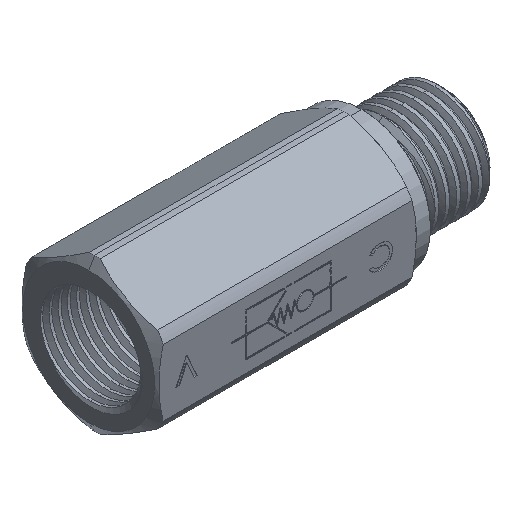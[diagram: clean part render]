
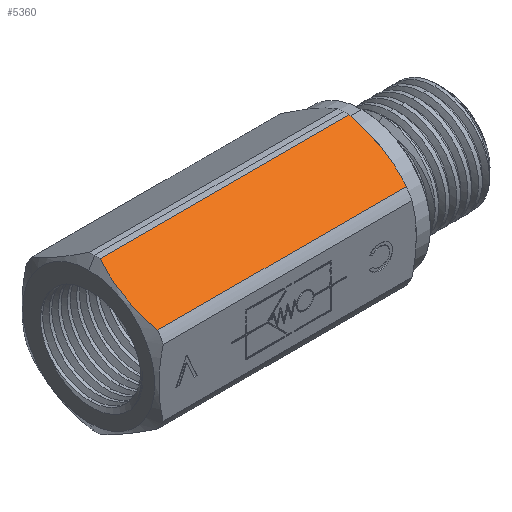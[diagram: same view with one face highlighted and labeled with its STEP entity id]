
A CAD part, isometric view. The second image highlights one B-rep face of the part: STEP entity #5360.
In plain terms, the highlighted planar face has unit normal (0, -0.5, 0.866).
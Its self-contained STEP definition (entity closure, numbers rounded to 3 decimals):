
#713 = CARTESIAN_POINT ( 'NONE',  ( -23.985, -11.481, 8.96 ) ) ;
#772 = CARTESIAN_POINT ( 'NONE',  ( -24.58, -5.777, 12.253 ) ) ;
#916 = CARTESIAN_POINT ( 'NONE',  ( 26.048, -4.844, 12.792 ) ) ;
#1683 = CARTESIAN_POINT ( 'NONE',  ( 26.128, -6.75, 11.691 ) ) ;
#2110 = CARTESIAN_POINT ( 'NONE',  ( -23.985, -2.017, 14.424 ) ) ;
#2195 = AXIS2_PLACEMENT_3D ( 'NONE', #3013, #11312, #2957 ) ;
#2267 = CARTESIAN_POINT ( 'NONE',  ( 26.128, -7.7, 11.143 ) ) ;
#2374 = LINE ( 'NONE', #2441, #4318 ) ;
#2441 = CARTESIAN_POINT ( 'NONE',  ( -115.609, -12.412, 8.422 ) ) ;
#2673 = CARTESIAN_POINT ( 'NONE',  ( -23.715, -1.088, 14.961 ) ) ;
#2957 = DIRECTION ( 'NONE',  ( 0., -0.866, -0.5 ) ) ;
#3013 = CARTESIAN_POINT ( 'NONE',  ( -24.872, 0., 15.588 ) ) ;
#3057 = EDGE_CURVE ( 'NONE', #5382, #3149, #2374, .T. ) ;
#3092 = B_SPLINE_CURVE_WITH_KNOTS ( 'NONE', 3,
 ( #5177, #10710, #3764, #916, #14885, #12063 ),
 .UNSPECIFIED., .F., .F.,
 ( 4, 2, 4 ),
 ( 0., 0.003, 0.007 ),
 .UNSPECIFIED. ) ;
#3149 = VERTEX_POINT ( 'NONE', #14964 ) ;
#3351 = VERTEX_POINT ( 'NONE', #4252 ) ;
#3629 = CARTESIAN_POINT ( 'NONE',  ( -24.582, -7.682, 11.153 ) ) ;
#3724 = CARTESIAN_POINT ( 'NONE',  ( 26.048, -8.659, 10.589 ) ) ;
#3764 = CARTESIAN_POINT ( 'NONE',  ( 25.751, -2.958, 13.881 ) ) ;
#4252 = CARTESIAN_POINT ( 'NONE',  ( 25.262, -1.088, 14.961 ) ) ;
#4318 = VECTOR ( 'NONE', #17776, 1000. ) ;
#4356 = CARTESIAN_POINT ( 'NONE',  ( -23.715, -12.412, 8.422 ) ) ;
#4446 = ORIENTED_EDGE ( 'NONE', *, *, #14635, .F. ) ;
#5177 = CARTESIAN_POINT ( 'NONE',  ( 25.262, -1.088, 14.961 ) ) ;
#5314 = DIRECTION ( 'NONE',  ( -1., 0., 0. ) ) ;
#5360 = ADVANCED_FACE ( 'NONE', ( #6614 ), #17106, .T. ) ;
#5382 = VERTEX_POINT ( 'NONE', #4356 ) ;
#5516 = ORIENTED_EDGE ( 'NONE', *, *, #9592, .T. ) ;
#5847 = EDGE_CURVE ( 'NONE', #7043, #3149, #17139, .T. ) ;
#6611 = ORIENTED_EDGE ( 'NONE', *, *, #5847, .F. ) ;
#6614 = FACE_OUTER_BOUND ( 'NONE', #13239, .T. ) ;
#7043 = VERTEX_POINT ( 'NONE', #1683 ) ;
#7243 = VERTEX_POINT ( 'NONE', #2673 ) ;
#7247 = LINE ( 'NONE', #11855, #9630 ) ;
#7300 = B_SPLINE_CURVE_WITH_KNOTS ( 'NONE', 3,
 ( #17559, #2110, #11990, #17493, #772, #3629, #9103, #13321, #713, #10502 ),
 .UNSPECIFIED., .F., .F.,
 ( 4, 2, 2, 2, 4 ),
 ( 0., 0.003, 0.007, 0.01, 0.013 ),
 .UNSPECIFIED. ) ;
#9103 = CARTESIAN_POINT ( 'NONE',  ( -24.503, -8.646, 10.597 ) ) ;
#9315 = CARTESIAN_POINT ( 'NONE',  ( 25.262, -12.412, 8.422 ) ) ;
#9592 = EDGE_CURVE ( 'NONE', #7243, #5382, #7300, .T. ) ;
#9630 = VECTOR ( 'NONE', #5314, 1000. ) ;
#10502 = CARTESIAN_POINT ( 'NONE',  ( -23.715, -12.412, 8.422 ) ) ;
#10710 = CARTESIAN_POINT ( 'NONE',  ( 25.533, -2.02, 14.422 ) ) ;
#11312 = DIRECTION ( 'NONE',  ( 0., -0.5, 0.866 ) ) ;
#11855 = CARTESIAN_POINT ( 'NONE',  ( -115.609, -1.088, 14.961 ) ) ;
#11916 = CARTESIAN_POINT ( 'NONE',  ( 25.531, -11.484, 8.958 ) ) ;
#11990 = CARTESIAN_POINT ( 'NONE',  ( -24.202, -2.951, 13.885 ) ) ;
#12063 = CARTESIAN_POINT ( 'NONE',  ( 26.128, -6.75, 11.691 ) ) ;
#12474 = ORIENTED_EDGE ( 'NONE', *, *, #3057, .T. ) ;
#13239 = EDGE_LOOP ( 'NONE', ( #4446, #16445, #5516, #12474, #6611 ) ) ;
#13321 = CARTESIAN_POINT ( 'NONE',  ( -24.204, -10.542, 9.502 ) ) ;
#13485 = CARTESIAN_POINT ( 'NONE',  ( 25.749, -10.549, 9.498 ) ) ;
#14635 = EDGE_CURVE ( 'NONE', #3351, #7043, #3092, .T. ) ;
#14885 = CARTESIAN_POINT ( 'NONE',  ( 26.128, -5.794, 12.243 ) ) ;
#14964 = CARTESIAN_POINT ( 'NONE',  ( 25.262, -12.412, 8.422 ) ) ;
#15892 = EDGE_CURVE ( 'NONE', #3351, #7243, #7247, .T. ) ;
#16445 = ORIENTED_EDGE ( 'NONE', *, *, #15892, .T. ) ;
#17106 = PLANE ( 'NONE',  #2195 ) ;
#17139 = B_SPLINE_CURVE_WITH_KNOTS ( 'NONE', 3,
 ( #17720, #2267, #3724, #13485, #11916, #9315 ),
 .UNSPECIFIED., .F., .F.,
 ( 4, 2, 4 ),
 ( 0.007, 0.01, 0.013 ),
 .UNSPECIFIED. ) ;
#17493 = CARTESIAN_POINT ( 'NONE',  ( -24.5, -4.831, 12.799 ) ) ;
#17559 = CARTESIAN_POINT ( 'NONE',  ( -23.715, -1.088, 14.961 ) ) ;
#17720 = CARTESIAN_POINT ( 'NONE',  ( 26.128, -6.75, 11.691 ) ) ;
#17776 = DIRECTION ( 'NONE',  ( 1., 0., 0. ) ) ;
